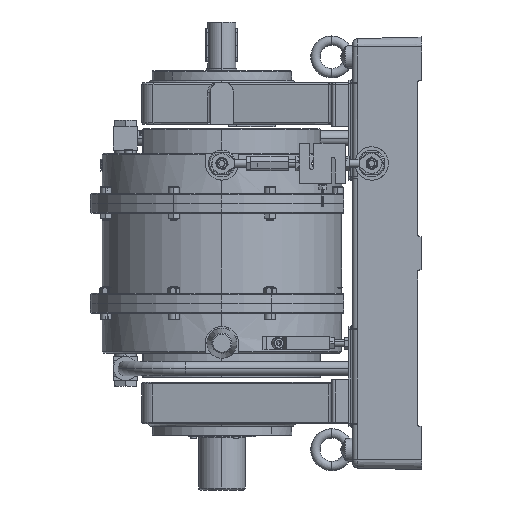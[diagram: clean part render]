
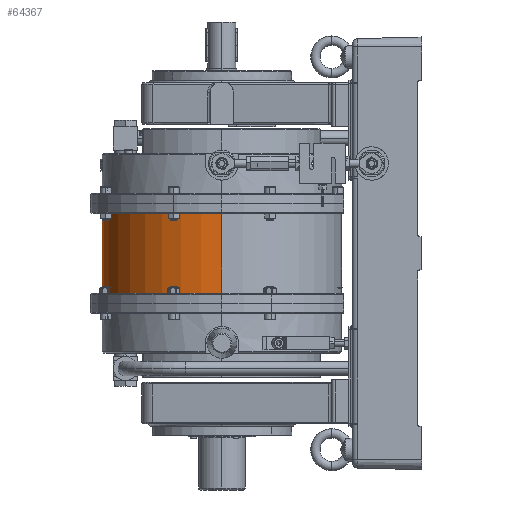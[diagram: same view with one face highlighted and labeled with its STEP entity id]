
A CAD part, left-side view. The second image highlights one B-rep face of the part: STEP entity #64367.
In plain terms, the highlighted cylindrical face has radius 180 mm (diameter 360 mm), a partial arc.
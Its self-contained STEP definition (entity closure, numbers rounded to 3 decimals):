
#7043 = DIRECTION ( 'NONE',  ( -1., 0., 0. ) ) ;
#7044 = DIRECTION ( 'NONE',  ( 0., 0., -1. ) ) ;
#7045 = CARTESIAN_POINT ( 'NONE',  ( 0., 0., -240.795 ) ) ;
#7046 = AXIS2_PLACEMENT_3D ( 'NONE', #7045, #7044, #7043 ) ;
#7049 = CYLINDRICAL_SURFACE ( 'NONE', #7046, 180. ) ;
#7051 = FACE_OUTER_BOUND ( 'NONE', #64373, .T. ) ;
#7125 = CARTESIAN_POINT ( 'NONE',  ( 180., 0., -85. ) ) ;
#7127 = CARTESIAN_POINT ( 'NONE',  ( -180., 0., -85. ) ) ;
#7129 = DIRECTION ( 'NONE',  ( -1., 0., 0. ) ) ;
#7131 = DIRECTION ( 'NONE',  ( 0., 0., -1. ) ) ;
#7132 = CARTESIAN_POINT ( 'NONE',  ( 0., 0., -85. ) ) ;
#7133 = AXIS2_PLACEMENT_3D ( 'NONE', #7132, #7131, #7129 ) ;
#7134 = CIRCLE ( 'NONE', #7133, 180. ) ;
#7350 = DIRECTION ( 'NONE',  ( 0., 0., -1. ) ) ;
#7351 = VECTOR ( 'NONE', #7350, 1000. ) ;
#7352 = CARTESIAN_POINT ( 'NONE',  ( -180., 0., -240.795 ) ) ;
#7353 = LINE ( 'NONE', #7352, #7351 ) ;
#7361 = CARTESIAN_POINT ( 'NONE',  ( -180., 0., -205. ) ) ;
#7362 = DIRECTION ( 'NONE',  ( -1., 0., 0. ) ) ;
#7363 = DIRECTION ( 'NONE',  ( 0., 0., -1. ) ) ;
#7364 = CARTESIAN_POINT ( 'NONE',  ( 0., 0., -205. ) ) ;
#7365 = AXIS2_PLACEMENT_3D ( 'NONE', #7364, #7363, #7362 ) ;
#7366 = CIRCLE ( 'NONE', #7365, 180. ) ;
#7595 = CARTESIAN_POINT ( 'NONE',  ( 180., 0., -205. ) ) ;
#7596 = DIRECTION ( 'NONE',  ( 0., 0., -1. ) ) ;
#7597 = VECTOR ( 'NONE', #7596, 1000. ) ;
#7598 = CARTESIAN_POINT ( 'NONE',  ( 180., 0., -240.795 ) ) ;
#7604 = LINE ( 'NONE', #7598, #7597 ) ;
#64260 = EDGE_CURVE ( 'NONE', #64265, #64269, #7134, .T. ) ;
#64265 = VERTEX_POINT ( 'NONE', #7127 ) ;
#64269 = VERTEX_POINT ( 'NONE', #7125 ) ;
#64272 = ORIENTED_EDGE ( 'NONE', *, *, #64989, .T. ) ;
#64367 = ADVANCED_FACE ( 'NONE', ( #7051 ), #7049, .T. ) ;
#64373 = EDGE_LOOP ( 'NONE', ( #64376, #64272, #64911, #64918 ) ) ;
#64376 = ORIENTED_EDGE ( 'NONE', *, *, #64260, .T. ) ;
#64911 = ORIENTED_EDGE ( 'NONE', *, *, #64914, .F. ) ;
#64914 = EDGE_CURVE ( 'NONE', #64915, #64990, #7366, .T. ) ;
#64915 = VERTEX_POINT ( 'NONE', #7361 ) ;
#64918 = ORIENTED_EDGE ( 'NONE', *, *, #64921, .F. ) ;
#64921 = EDGE_CURVE ( 'NONE', #64265, #64915, #7353, .T. ) ;
#64989 = EDGE_CURVE ( 'NONE', #64269, #64990, #7604, .T. ) ;
#64990 = VERTEX_POINT ( 'NONE', #7595 ) ;
